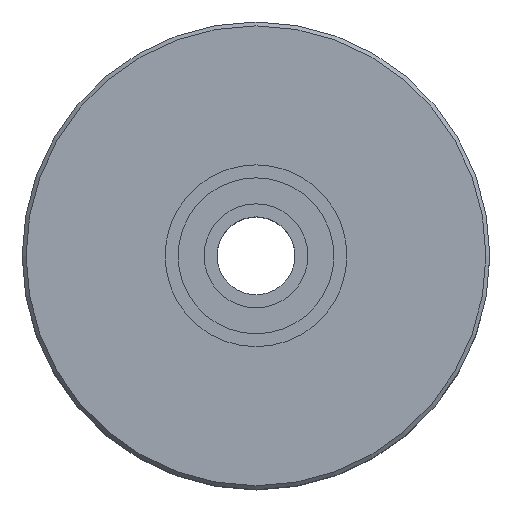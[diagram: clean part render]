
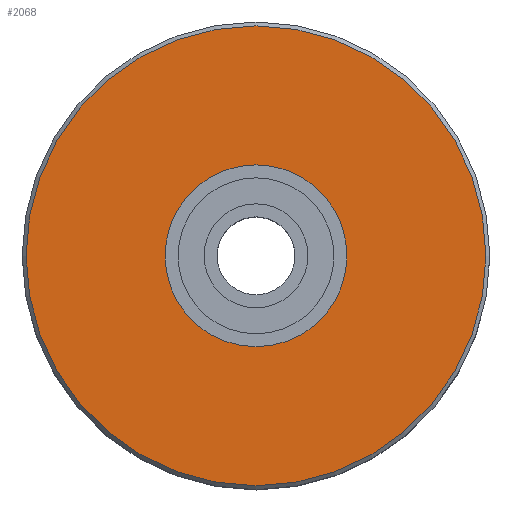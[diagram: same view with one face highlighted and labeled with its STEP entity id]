
A CAD part, top view. The second image highlights one B-rep face of the part: STEP entity #2068.
In plain terms, the highlighted planar face has unit normal (0, 0, 1).
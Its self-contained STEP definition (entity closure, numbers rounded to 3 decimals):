
#34=FACE_BOUND('',#292,.T.);
#44=PLANE('',#2423);
#167=FACE_OUTER_BOUND('',#291,.T.);
#291=EDGE_LOOP('',(#1621));
#292=EDGE_LOOP('',(#1622));
#836=CIRCLE('',#2422,8.85);
#837=CIRCLE('',#2424,3.5);
#1054=VERTEX_POINT('',#3774);
#1055=VERTEX_POINT('',#3778);
#1278=EDGE_CURVE('',#1054,#1054,#836,.T.);
#1279=EDGE_CURVE('',#1055,#1055,#837,.T.);
#1621=ORIENTED_EDGE('',*,*,#1278,.F.);
#1622=ORIENTED_EDGE('',*,*,#1279,.T.);
#2068=ADVANCED_FACE('',(#167,#34),#44,.T.);
#2422=AXIS2_PLACEMENT_3D('',#3776,#2987,#2988);
#2423=AXIS2_PLACEMENT_3D('',#3777,#2989,#2990);
#2424=AXIS2_PLACEMENT_3D('',#3779,#2991,#2992);
#2987=DIRECTION('center_axis',(0.,0.,-1.));
#2988=DIRECTION('ref_axis',(1.,0.,0.));
#2989=DIRECTION('center_axis',(0.,0.,1.));
#2990=DIRECTION('ref_axis',(1.,0.,0.));
#2991=DIRECTION('center_axis',(0.,0.,-1.));
#2992=DIRECTION('ref_axis',(1.,0.,0.));
#3774=CARTESIAN_POINT('',(-8.85,0.,8.5));
#3776=CARTESIAN_POINT('Origin',(0.,0.,8.5));
#3777=CARTESIAN_POINT('Origin',(0.,0.,
8.5));
#3778=CARTESIAN_POINT('',(-3.5,0.,8.5));
#3779=CARTESIAN_POINT('Origin',(0.,0.,8.5));
